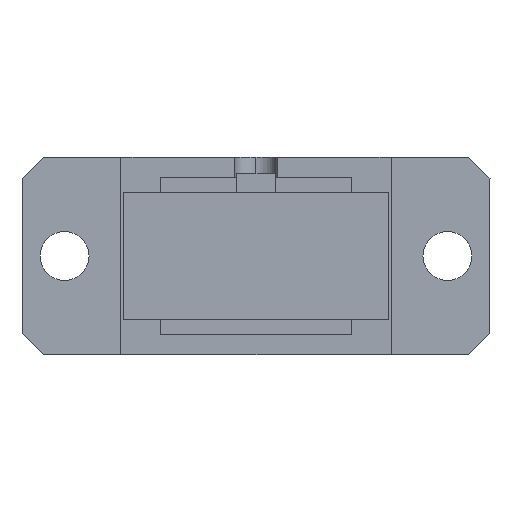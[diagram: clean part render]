
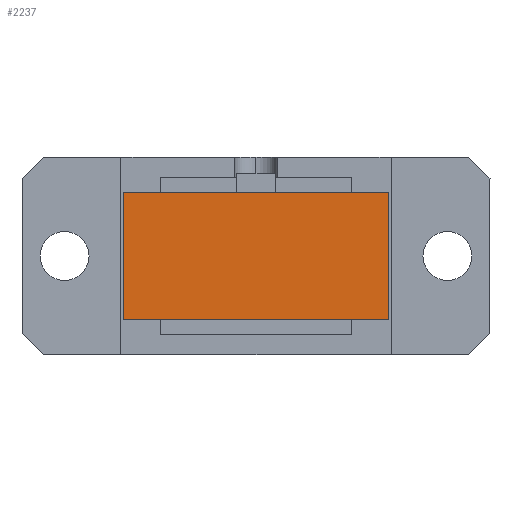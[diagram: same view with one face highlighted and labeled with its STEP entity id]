
A CAD part, left-side view. The second image highlights one B-rep face of the part: STEP entity #2237.
In plain terms, the highlighted planar face has unit normal (-1, 0, 0).
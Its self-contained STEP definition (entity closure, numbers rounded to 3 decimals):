
#694 = DIRECTION ( 'NONE',  ( 0., 0., 1. ) ) ;
#727 = CARTESIAN_POINT ( 'NONE',  ( -18.7, -6.25, -3. ) ) ;
#754 = AXIS2_PLACEMENT_3D ( 'NONE', #5132, #3875, #1372 ) ;
#1040 = ORIENTED_EDGE ( 'NONE', *, *, #3135, .T. ) ;
#1109 = DIRECTION ( 'NONE',  ( 0., 1., 0. ) ) ;
#1252 = VERTEX_POINT ( 'NONE', #3220 ) ;
#1325 = VECTOR ( 'NONE', #5086, 1000. ) ;
#1372 = DIRECTION ( 'NONE',  ( 0., 0., -1. ) ) ;
#1400 = EDGE_CURVE ( 'NONE', #4811, #3904, #4547, .T. ) ;
#1456 = ORIENTED_EDGE ( 'NONE', *, *, #1844, .F. ) ;
#1536 = VECTOR ( 'NONE', #1109, 1000. ) ;
#1671 = LINE ( 'NONE', #2347, #1536 ) ;
#1844 = EDGE_CURVE ( 'NONE', #1252, #5018, #1671, .T. ) ;
#2059 = FACE_OUTER_BOUND ( 'NONE', #3503, .T. ) ;
#2168 = VECTOR ( 'NONE', #694, 1000. ) ;
#2237 = ADVANCED_FACE ( 'NONE', ( #2059 ), #4284, .T. ) ;
#2347 = CARTESIAN_POINT ( 'NONE',  ( -18.7, 6.25, -3. ) ) ;
#2559 = CARTESIAN_POINT ( 'NONE',  ( -18.7, 6.25, 3. ) ) ;
#2726 = ORIENTED_EDGE ( 'NONE', *, *, #3070, .F. ) ;
#2851 = ORIENTED_EDGE ( 'NONE', *, *, #1400, .T. ) ;
#3070 = EDGE_CURVE ( 'NONE', #5018, #3904, #3417, .T. ) ;
#3135 = EDGE_CURVE ( 'NONE', #1252, #4811, #4143, .T. ) ;
#3206 = CARTESIAN_POINT ( 'NONE',  ( -18.7, 6.25, -3. ) ) ;
#3220 = CARTESIAN_POINT ( 'NONE',  ( -18.7, -6.25, -3. ) ) ;
#3245 = DIRECTION ( 'NONE',  ( 0., 0., 1. ) ) ;
#3332 = CARTESIAN_POINT ( 'NONE',  ( -18.7, -6.25, 3. ) ) ;
#3417 = LINE ( 'NONE', #3206, #2168 ) ;
#3503 = EDGE_LOOP ( 'NONE', ( #2726, #1456, #1040, #2851 ) ) ;
#3875 = DIRECTION ( 'NONE',  ( -1., 0., 0. ) ) ;
#3904 = VERTEX_POINT ( 'NONE', #5304 ) ;
#4143 = LINE ( 'NONE', #727, #4999 ) ;
#4284 = PLANE ( 'NONE',  #754 ) ;
#4547 = LINE ( 'NONE', #2559, #1325 ) ;
#4719 = CARTESIAN_POINT ( 'NONE',  ( -18.7, 6.25, -3. ) ) ;
#4811 = VERTEX_POINT ( 'NONE', #3332 ) ;
#4999 = VECTOR ( 'NONE', #3245, 1000. ) ;
#5018 = VERTEX_POINT ( 'NONE', #4719 ) ;
#5086 = DIRECTION ( 'NONE',  ( 0., 1., 0. ) ) ;
#5132 = CARTESIAN_POINT ( 'NONE',  ( -18.7, 6.25, -3. ) ) ;
#5304 = CARTESIAN_POINT ( 'NONE',  ( -18.7, 6.25, 3. ) ) ;
